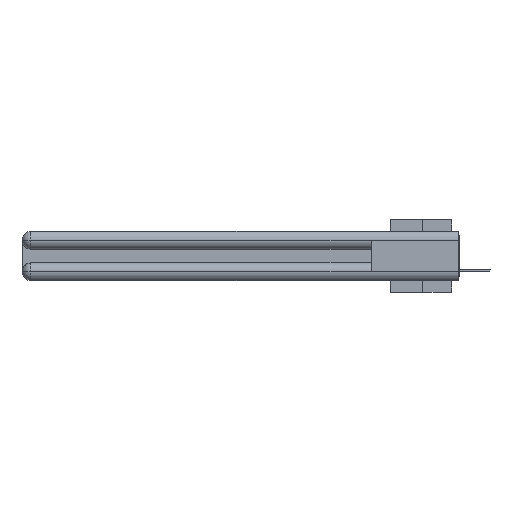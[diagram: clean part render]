
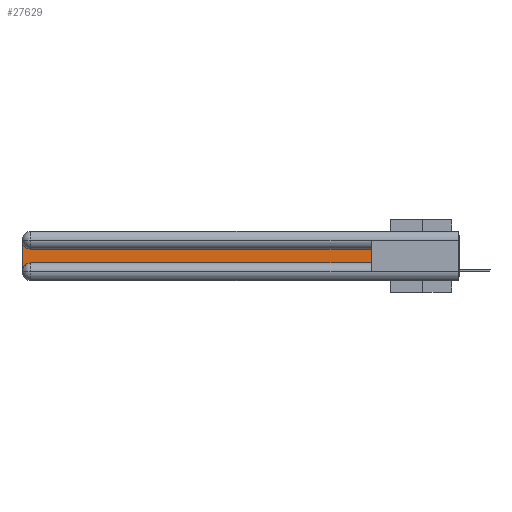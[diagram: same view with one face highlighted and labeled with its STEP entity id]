
A CAD part, left-side view. The second image highlights one B-rep face of the part: STEP entity #27629.
In plain terms, the highlighted planar face has unit normal (-1, 0, 0).
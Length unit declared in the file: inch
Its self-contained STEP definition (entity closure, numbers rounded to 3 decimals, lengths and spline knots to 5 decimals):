
#998 = DIRECTION ( 'NONE',  ( 1., 0., 0. ) ) ;
#1006 = ORIENTED_EDGE ( 'NONE', *, *, #21889, .T. ) ;
#1230 = VECTOR ( 'NONE', #30631, 39.37008 ) ;
#1535 = EDGE_CURVE ( 'NONE', #24371, #18359, #26496, .T. ) ;
#1944 = CARTESIAN_POINT ( 'NONE',  ( 0.075, 3., -0.0625 ) ) ;
#2808 = DIRECTION ( 'NONE',  ( 0., -1., 0. ) ) ;
#2967 = DIRECTION ( 'NONE',  ( 1., 0., 0. ) ) ;
#3046 = EDGE_CURVE ( 'NONE', #18359, #8856, #23180, .T. ) ;
#3316 = VERTEX_POINT ( 'NONE', #12071 ) ;
#3501 = DIRECTION ( 'NONE',  ( 0., 0., -1. ) ) ;
#4917 = CARTESIAN_POINT ( 'NONE',  ( 0.075, 0.6, -0.1225 ) ) ;
#5110 = CARTESIAN_POINT ( 'NONE',  ( 0.075, 3., -0.2775 ) ) ;
#5604 = CARTESIAN_POINT ( 'NONE',  ( 0.075, 3., -0.1225 ) ) ;
#5784 = DIRECTION ( 'NONE',  ( 1., 0., 0. ) ) ;
#6766 = AXIS2_PLACEMENT_3D ( 'NONE', #26180, #998, #3501 ) ;
#7127 = ORIENTED_EDGE ( 'NONE', *, *, #3046, .T. ) ;
#7301 = VECTOR ( 'NONE', #25350, 39.37008 ) ;
#8488 = AXIS2_PLACEMENT_3D ( 'NONE', #26457, #5784, #10940 ) ;
#8856 = VERTEX_POINT ( 'NONE', #32748 ) ;
#10611 = CIRCLE ( 'NONE', #8488, 0.06 ) ;
#10760 = FACE_OUTER_BOUND ( 'NONE', #12701, .T. ) ;
#10940 = DIRECTION ( 'NONE',  ( 0., 0., -1. ) ) ;
#12071 = CARTESIAN_POINT ( 'NONE',  ( 0.075, 2.94, -0.2175 ) ) ;
#12701 = EDGE_LOOP ( 'NONE', ( #7127, #14176, #1006, #30304, #30514, #31607 ) ) ;
#12970 = CARTESIAN_POINT ( 'NONE',  ( 0.075, 3., -0.2175 ) ) ;
#13163 = CIRCLE ( 'NONE', #6766, 0.06 ) ;
#13395 = DIRECTION ( 'NONE',  ( 0., 0., -1. ) ) ;
#13397 = VECTOR ( 'NONE', #2808, 39.37008 ) ;
#14176 = ORIENTED_EDGE ( 'NONE', *, *, #23625, .T. ) ;
#14409 = CARTESIAN_POINT ( 'NONE',  ( 0.075, 0.6, -0.2175 ) ) ;
#17880 = CARTESIAN_POINT ( 'NONE',  ( 0.075, 0.6, -0.2175 ) ) ;
#18359 = VERTEX_POINT ( 'NONE', #4917 ) ;
#18448 = VERTEX_POINT ( 'NONE', #1944 ) ;
#20416 = LINE ( 'NONE', #12970, #7301 ) ;
#21889 = EDGE_CURVE ( 'NONE', #18448, #30456, #20416, .T. ) ;
#22011 = DIRECTION ( 'NONE',  ( 0., 0., 1. ) ) ;
#22084 = EDGE_CURVE ( 'NONE', #30456, #3316, #13163, .T. ) ;
#23180 = LINE ( 'NONE', #31115, #1230 ) ;
#23494 = LINE ( 'NONE', #17880, #13397 ) ;
#23625 = EDGE_CURVE ( 'NONE', #8856, #18448, #10611, .T. ) ;
#23767 = VECTOR ( 'NONE', #22011, 39.37008 ) ;
#24371 = VERTEX_POINT ( 'NONE', #29747 ) ;
#25350 = DIRECTION ( 'NONE',  ( 0., 0., -1. ) ) ;
#26180 = CARTESIAN_POINT ( 'NONE',  ( 0.075, 2.94, -0.2775 ) ) ;
#26457 = CARTESIAN_POINT ( 'NONE',  ( 0.075, 2.94, -0.0625 ) ) ;
#26496 = LINE ( 'NONE', #14409, #23767 ) ;
#27629 = ADVANCED_FACE ( 'NONE', ( #10760 ), #28293, .F. ) ;
#28293 = PLANE ( 'NONE',  #29698 ) ;
#29698 = AXIS2_PLACEMENT_3D ( 'NONE', #5604, #2967, #13395 ) ;
#29747 = CARTESIAN_POINT ( 'NONE',  ( 0.075, 0.6, -0.2175 ) ) ;
#30304 = ORIENTED_EDGE ( 'NONE', *, *, #22084, .T. ) ;
#30456 = VERTEX_POINT ( 'NONE', #5110 ) ;
#30514 = ORIENTED_EDGE ( 'NONE', *, *, #31684, .T. ) ;
#30631 = DIRECTION ( 'NONE',  ( 0., 1., 0. ) ) ;
#31115 = CARTESIAN_POINT ( 'NONE',  ( 0.075, 0.6, -0.1225 ) ) ;
#31607 = ORIENTED_EDGE ( 'NONE', *, *, #1535, .T. ) ;
#31684 = EDGE_CURVE ( 'NONE', #3316, #24371, #23494, .T. ) ;
#32748 = CARTESIAN_POINT ( 'NONE',  ( 0.075, 2.94, -0.1225 ) ) ;
